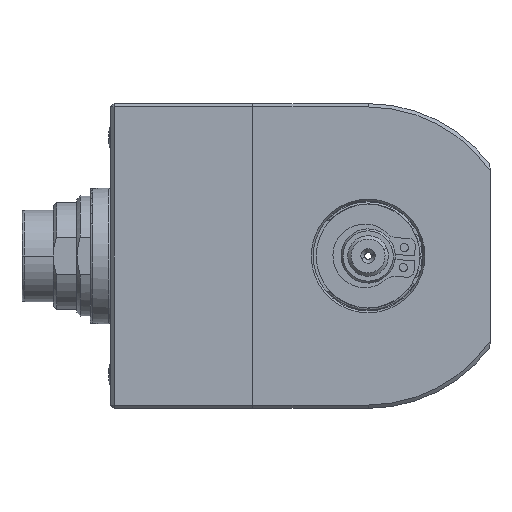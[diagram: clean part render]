
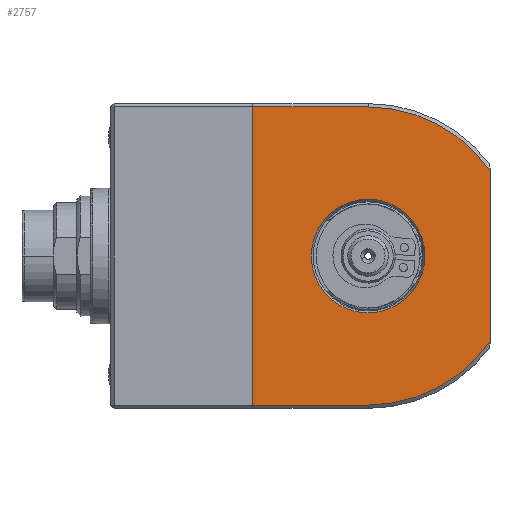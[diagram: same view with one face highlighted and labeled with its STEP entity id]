
A CAD part, left-side view. The second image highlights one B-rep face of the part: STEP entity #2757.
In plain terms, the highlighted planar face has unit normal (-1, 0, 0).
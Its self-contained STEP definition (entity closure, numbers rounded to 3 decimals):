
#109 = CARTESIAN_POINT ( 'NONE',  ( 0., -18., 0. ) ) ;
#159 = DIRECTION ( 'NONE',  ( 0., -1., 0. ) ) ;
#197 = AXIS2_PLACEMENT_3D ( 'NONE', #6591, #6164, #1520 ) ;
#294 = VERTEX_POINT ( 'NONE', #4583 ) ;
#406 = ORIENTED_EDGE ( 'NONE', *, *, #8771, .T. ) ;
#616 = CARTESIAN_POINT ( 'NONE',  ( 0., 17., 22. ) ) ;
#673 = AXIS2_PLACEMENT_3D ( 'NONE', #7355, #7087, #2843 ) ;
#778 = VERTEX_POINT ( 'NONE', #6085 ) ;
#1066 = VECTOR ( 'NONE', #1552, 1000. ) ;
#1137 = EDGE_CURVE ( 'NONE', #778, #6070, #5295, .T. ) ;
#1206 = CARTESIAN_POINT ( 'NONE',  ( 0., 0., 0. ) ) ;
#1344 = CARTESIAN_POINT ( 'NONE',  ( 0., 17., 22. ) ) ;
#1483 = CIRCLE ( 'NONE', #197, 22. ) ;
#1520 = DIRECTION ( 'NONE',  ( 0., 0., -1. ) ) ;
#1552 = DIRECTION ( 'NONE',  ( 0., 0., -1. ) ) ;
#1799 = CARTESIAN_POINT ( 'NONE',  ( 0., 0., 22. ) ) ;
#1857 = DIRECTION ( 'NONE',  ( 0., 0., 1. ) ) ;
#2140 = CIRCLE ( 'NONE', #6133, 8.389 ) ;
#2277 = CARTESIAN_POINT ( 'NONE',  ( 0., 0., -22. ) ) ;
#2378 = DIRECTION ( 'NONE',  ( 1., 0., 0. ) ) ;
#2757 = ADVANCED_FACE ( 'NONE', ( #6127, #3445 ), #2758, .F. ) ;
#2758 = PLANE ( 'NONE',  #673 ) ;
#2843 = DIRECTION ( 'NONE',  ( 0., 0., -1. ) ) ;
#2849 = CARTESIAN_POINT ( 'NONE',  ( 0., -18., 12.649 ) ) ;
#2855 = CARTESIAN_POINT ( 'NONE',  ( 0., 0., 0. ) ) ;
#2971 = CIRCLE ( 'NONE', #3847, 22. ) ;
#3070 = ORIENTED_EDGE ( 'NONE', *, *, #3199, .T. ) ;
#3199 = EDGE_CURVE ( 'NONE', #294, #6336, #5344, .T. ) ;
#3238 = VECTOR ( 'NONE', #159, 1000. ) ;
#3288 = EDGE_CURVE ( 'NONE', #6070, #778, #2140, .T. ) ;
#3445 = FACE_OUTER_BOUND ( 'NONE', #5055, .T. ) ;
#3762 = VERTEX_POINT ( 'NONE', #2277 ) ;
#3788 = EDGE_CURVE ( 'NONE', #8629, #3762, #6872, .T. ) ;
#3821 = EDGE_CURVE ( 'NONE', #4448, #8629, #6895, .T. ) ;
#3847 = AXIS2_PLACEMENT_3D ( 'NONE', #6745, #8161, #3915 ) ;
#3915 = DIRECTION ( 'NONE',  ( 0., 0., -1. ) ) ;
#4049 = ORIENTED_EDGE ( 'NONE', *, *, #3288, .T. ) ;
#4149 = EDGE_LOOP ( 'NONE', ( #4049, #5579 ) ) ;
#4221 = DIRECTION ( 'NONE',  ( 1., 0., 0. ) ) ;
#4276 = CARTESIAN_POINT ( 'NONE',  ( 0., 17., -22. ) ) ;
#4424 = ORIENTED_EDGE ( 'NONE', *, *, #5358, .T. ) ;
#4448 = VERTEX_POINT ( 'NONE', #1344 ) ;
#4485 = AXIS2_PLACEMENT_3D ( 'NONE', #2855, #2378, #8013 ) ;
#4583 = CARTESIAN_POINT ( 'NONE',  ( 0., -18., -12.649 ) ) ;
#4929 = CARTESIAN_POINT ( 'NONE',  ( 0., 0., 8.389 ) ) ;
#4935 = VECTOR ( 'NONE', #1857, 1000. ) ;
#5055 = EDGE_LOOP ( 'NONE', ( #406, #6673, #7374, #7100, #4424, #3070 ) ) ;
#5147 = EDGE_CURVE ( 'NONE', #5211, #4448, #5385, .T. ) ;
#5211 = VERTEX_POINT ( 'NONE', #1799 ) ;
#5295 = CIRCLE ( 'NONE', #4485, 8.389 ) ;
#5344 = LINE ( 'NONE', #109, #4935 ) ;
#5358 = EDGE_CURVE ( 'NONE', #3762, #294, #2971, .T. ) ;
#5385 = LINE ( 'NONE', #616, #6539 ) ;
#5579 = ORIENTED_EDGE ( 'NONE', *, *, #1137, .T. ) ;
#5745 = DIRECTION ( 'NONE',  ( 0., 0., -1. ) ) ;
#5763 = CARTESIAN_POINT ( 'NONE',  ( 0., 17., 0. ) ) ;
#6070 = VERTEX_POINT ( 'NONE', #4929 ) ;
#6085 = CARTESIAN_POINT ( 'NONE',  ( 0., 0., -8.389 ) ) ;
#6127 = FACE_BOUND ( 'NONE', #4149, .T. ) ;
#6133 = AXIS2_PLACEMENT_3D ( 'NONE', #1206, #4221, #5745 ) ;
#6164 = DIRECTION ( 'NONE',  ( -1., 0., 0. ) ) ;
#6336 = VERTEX_POINT ( 'NONE', #2849 ) ;
#6421 = CARTESIAN_POINT ( 'NONE',  ( 0., 0., -22. ) ) ;
#6539 = VECTOR ( 'NONE', #9108, 1000. ) ;
#6591 = CARTESIAN_POINT ( 'NONE',  ( 0., 0., 0. ) ) ;
#6673 = ORIENTED_EDGE ( 'NONE', *, *, #5147, .T. ) ;
#6745 = CARTESIAN_POINT ( 'NONE',  ( 0., 0., 0. ) ) ;
#6872 = LINE ( 'NONE', #6421, #3238 ) ;
#6895 = LINE ( 'NONE', #5763, #1066 ) ;
#7087 = DIRECTION ( 'NONE',  ( 1., 0., 0. ) ) ;
#7100 = ORIENTED_EDGE ( 'NONE', *, *, #3788, .T. ) ;
#7355 = CARTESIAN_POINT ( 'NONE',  ( 0., 0., 0. ) ) ;
#7374 = ORIENTED_EDGE ( 'NONE', *, *, #3821, .T. ) ;
#8013 = DIRECTION ( 'NONE',  ( 0., 0., -1. ) ) ;
#8161 = DIRECTION ( 'NONE',  ( -1., 0., 0. ) ) ;
#8629 = VERTEX_POINT ( 'NONE', #4276 ) ;
#8771 = EDGE_CURVE ( 'NONE', #6336, #5211, #1483, .T. ) ;
#9108 = DIRECTION ( 'NONE',  ( 0., 1., 0. ) ) ;
